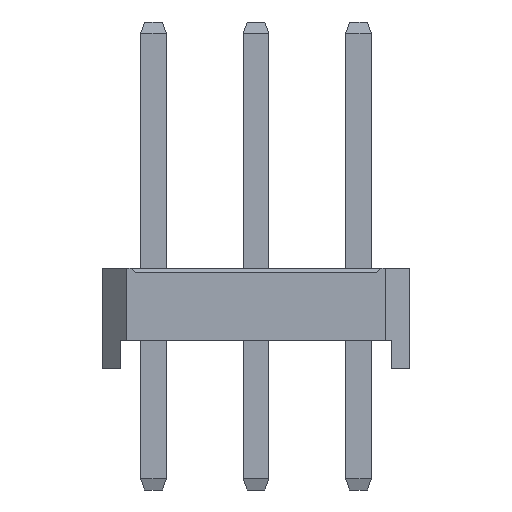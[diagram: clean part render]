
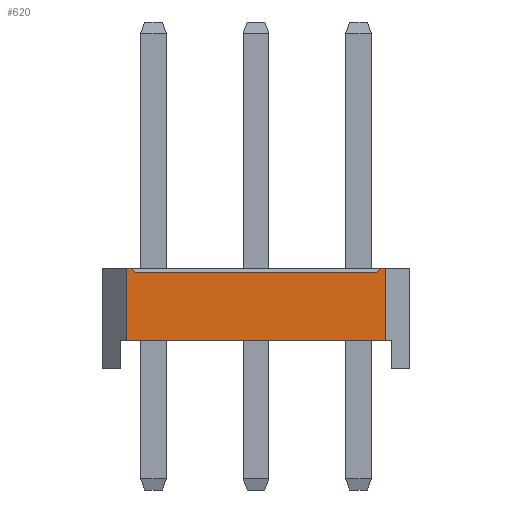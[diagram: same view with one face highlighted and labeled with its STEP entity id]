
A CAD part, left-side view. The second image highlights one B-rep face of the part: STEP entity #620.
In plain terms, the highlighted planar face has unit normal (-1, 0, 0).
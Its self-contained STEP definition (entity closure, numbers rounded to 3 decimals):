
#620=ADVANCED_FACE('',(#2460),#2462,.T.);
#2460=FACE_BOUND('',#2461,.T.);
#2461=EDGE_LOOP('',(#3909,#3910,#3911,#3912,#3913,#3914,#3915,#3916));
#2462=PLANE('',#2463);
#2463=AXIS2_PLACEMENT_3D('',#2464,#2465,#2466);
#2464=CARTESIAN_POINT('',(-1.27,5.75,0.));
#2465=DIRECTION('',(-1.,0.,0.));
#2466=DIRECTION('',(0.,-1.,0.));
#3909=ORIENTED_EDGE('',*,*,#4786,.F.);
#3910=ORIENTED_EDGE('',*,*,#4787,.T.);
#3911=ORIENTED_EDGE('',*,*,#4788,.F.);
#3912=ORIENTED_EDGE('',*,*,#4592,.F.);
#3913=ORIENTED_EDGE('',*,*,#4789,.F.);
#3914=ORIENTED_EDGE('',*,*,#4538,.T.);
#3915=ORIENTED_EDGE('',*,*,#4785,.T.);
#3916=ORIENTED_EDGE('',*,*,#4596,.F.);
#4538=EDGE_CURVE('',#5056,#5054,#5057,.T.);
#4592=EDGE_CURVE('',#5162,#5164,#5165,.T.);
#4596=EDGE_CURVE('',#5170,#5172,#5173,.T.);
#4785=EDGE_CURVE('',#5054,#5172,#5483,.T.);
#4786=EDGE_CURVE('',#5484,#5170,#5485,.F.);
#4787=EDGE_CURVE('',#5484,#5486,#5487,.T.);
#4788=EDGE_CURVE('',#5164,#5486,#5488,.F.);
#4789=EDGE_CURVE('',#5056,#5162,#5489,.T.);
#5054=VERTEX_POINT('',#5894);
#5056=VERTEX_POINT('',#5898);
#5057=LINE('',#5899,#5900);
#5162=VERTEX_POINT('',#6110);
#5164=VERTEX_POINT('',#6114);
#5165=LINE('',#6115,#6116);
#5170=VERTEX_POINT('',#6126);
#5172=VERTEX_POINT('',#6130);
#5173=LINE('',#6131,#6132);
#5483=LINE('',#6819,#6820);
#5484=VERTEX_POINT('',#6822);
#5485=LINE('',#6823,#6824);
#5486=VERTEX_POINT('',#6826);
#5487=LINE('',#6827,#6828);
#5488=LINE('',#6830,#6831);
#5489=LINE('',#6833,#6834);
#5894=CARTESIAN_POINT('',(-1.27,-0.67,0.7));
#5898=CARTESIAN_POINT('',(-1.27,5.75,0.7));
#5899=CARTESIAN_POINT('',(-1.27,5.75,0.7));
#5900=VECTOR('',#5901,1.);
#5901=DIRECTION('',(0.,-1.,0.));
#6110=CARTESIAN_POINT('',(-1.27,5.75,2.5));
#6114=CARTESIAN_POINT('',(-1.27,5.63,2.5));
#6115=CARTESIAN_POINT('',(-1.27,5.75,2.5));
#6116=VECTOR('',#6117,1.);
#6117=DIRECTION('',(0.,-1.,0.));
#6126=CARTESIAN_POINT('',(-1.27,-0.55,2.5));
#6130=CARTESIAN_POINT('',(-1.27,-0.67,2.5));
#6131=CARTESIAN_POINT('',(-1.27,-0.55,2.5));
#6132=VECTOR('',#6133,1.);
#6133=DIRECTION('',(0.,-1.,0.));
#6819=CARTESIAN_POINT('',(-1.27,-0.67,0.7));
#6820=VECTOR('',#6821,1.);
#6821=DIRECTION('',(0.,0.,1.));
#6822=CARTESIAN_POINT('',(-1.27,-0.45,2.4));
#6823=CARTESIAN_POINT('',(-1.27,-0.55,2.5));
#6824=VECTOR('',#6825,1.);
#6825=DIRECTION('',(0.,0.707,-0.707));
#6826=CARTESIAN_POINT('',(-1.27,5.53,2.4));
#6827=CARTESIAN_POINT('',(-1.27,-0.45,2.4));
#6828=VECTOR('',#6829,1.);
#6829=DIRECTION('',(0.,1.,0.));
#6830=CARTESIAN_POINT('',(-1.27,5.53,2.4));
#6831=VECTOR('',#6832,1.);
#6832=DIRECTION('',(0.,0.707,0.707));
#6833=CARTESIAN_POINT('',(-1.27,5.75,0.7));
#6834=VECTOR('',#6835,1.);
#6835=DIRECTION('',(0.,0.,1.));
